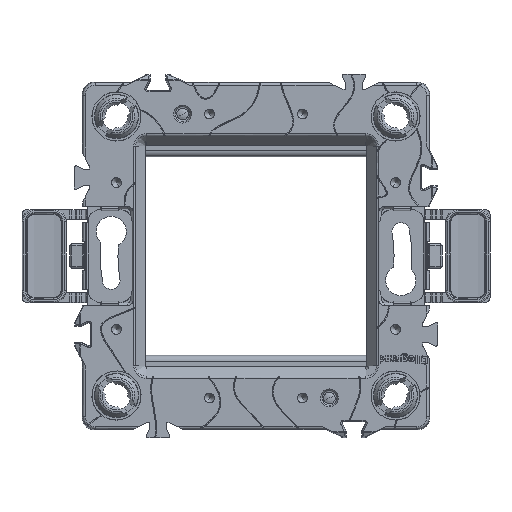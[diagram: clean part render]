
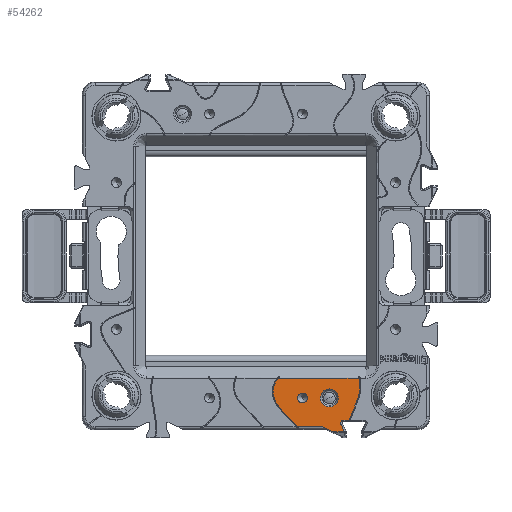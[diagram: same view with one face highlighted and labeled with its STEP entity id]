
A CAD part, top view. The second image highlights one B-rep face of the part: STEP entity #54262.
In plain terms, the highlighted planar face has unit normal (0, 0, 1).
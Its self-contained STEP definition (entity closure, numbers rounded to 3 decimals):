
#11628=AXIS2_PLACEMENT_3D('Circle Axis2P3D',#11626,#11627,$) ;
#11690=AXIS2_PLACEMENT_3D('Circle Axis2P3D',#11688,#11689,$) ;
#13444=AXIS2_PLACEMENT_3D('Circle Axis2P3D',#13442,#13443,$) ;
#13461=AXIS2_PLACEMENT_3D('Circle Axis2P3D',#13459,#13460,$) ;
#20714=AXIS2_PLACEMENT_3D('Plane Axis2P3D',#20711,#20712,#20713) ;
#52706=AXIS2_PLACEMENT_3D('Circle Axis2P3D',#52704,#52705,$) ;
#52725=AXIS2_PLACEMENT_3D('Circle Axis2P3D',#52723,#52724,$) ;
#11480=CARTESIAN_POINT('Vertex',(15.651,-35.912,3.)) ;
#11486=CARTESIAN_POINT('Control Point',(13.603,-34.868,3.)) ;
#11487=CARTESIAN_POINT('Control Point',(15.651,-35.912,3.)) ;
#11488=CARTESIAN_POINT('Vertex',(13.603,-34.868,3.)) ;
#11559=CARTESIAN_POINT('Vertex',(18.071,-35.912,3.)) ;
#11562=CARTESIAN_POINT('Line Origine',(0.,-35.912,3.)) ;
#11592=CARTESIAN_POINT('Vertex',(18.071,-35.869,3.)) ;
#11595=CARTESIAN_POINT('Line Origine',(18.071,0.,3.)) ;
#11623=CARTESIAN_POINT('Vertex',(18.069,-35.86,3.)) ;
#11626=CARTESIAN_POINT('Axis2P3D Location',(18.05,-35.869,3.)) ;
#11654=CARTESIAN_POINT('Vertex',(17.37,-34.426,3.)) ;
#11657=CARTESIAN_POINT('Line Origine',(0.579,0.,3.)) ;
#11685=CARTESIAN_POINT('Vertex',(17.935,-33.521,3.)) ;
#11688=CARTESIAN_POINT('Axis2P3D Location',(17.935,-34.15,3.)) ;
#13423=CARTESIAN_POINT('Vertex',(9.979,-29.878,3.)) ;
#13439=CARTESIAN_POINT('Vertex',(9.021,-28.122,3.)) ;
#13442=CARTESIAN_POINT('Axis2P3D Location',(9.5,-29.,3.)) ;
#13459=CARTESIAN_POINT('Axis2P3D Location',(9.5,-29.,3.)) ;
#20711=CARTESIAN_POINT('Axis2P3D Location',(0.,0.,3.)) ;
#52701=CARTESIAN_POINT('Vertex',(13.386,-29.882,3.)) ;
#52704=CARTESIAN_POINT('Axis2P3D Location',(15.,-29.,3.)) ;
#52708=CARTESIAN_POINT('Vertex',(16.614,-28.118,3.)) ;
#52723=CARTESIAN_POINT('Axis2P3D Location',(15.,-29.,3.)) ;
#54170=CARTESIAN_POINT('Control Point',(4.57,-24.939,3.)) ;
#54171=CARTESIAN_POINT('Control Point',(4.562,-24.949,3.)) ;
#54172=CARTESIAN_POINT('Control Point',(4.554,-24.959,3.)) ;
#54173=CARTESIAN_POINT('Control Point',(4.547,-24.969,3.)) ;
#54174=CARTESIAN_POINT('Control Point',(4.244,-25.35,3.)) ;
#54175=CARTESIAN_POINT('Control Point',(3.975,-25.758,3.)) ;
#54176=CARTESIAN_POINT('Control Point',(3.752,-26.186,3.)) ;
#54177=CARTESIAN_POINT('Control Point',(3.535,-26.822,3.)) ;
#54178=CARTESIAN_POINT('Control Point',(3.471,-27.483,3.)) ;
#54179=CARTESIAN_POINT('Control Point',(3.465,-27.673,3.)) ;
#54180=CARTESIAN_POINT('Control Point',(3.488,-28.272,3.)) ;
#54181=CARTESIAN_POINT('Control Point',(3.631,-28.858,3.)) ;
#54182=CARTESIAN_POINT('Control Point',(3.778,-29.245,3.)) ;
#54183=CARTESIAN_POINT('Control Point',(4.072,-29.857,3.)) ;
#54184=CARTESIAN_POINT('Control Point',(4.435,-30.431,3.)) ;
#54185=CARTESIAN_POINT('Control Point',(4.587,-30.653,3.)) ;
#54186=CARTESIAN_POINT('Control Point',(4.956,-31.158,3.)) ;
#54187=CARTESIAN_POINT('Control Point',(5.355,-31.641,3.)) ;
#54188=CARTESIAN_POINT('Control Point',(5.589,-31.911,3.)) ;
#54189=CARTESIAN_POINT('Control Point',(6.108,-32.485,3.)) ;
#54190=CARTESIAN_POINT('Control Point',(6.642,-33.039,3.)) ;
#54191=CARTESIAN_POINT('Control Point',(6.933,-33.334,3.)) ;
#54192=CARTESIAN_POINT('Control Point',(7.422,-33.825,3.)) ;
#54193=CARTESIAN_POINT('Control Point',(7.915,-34.316,3.)) ;
#54194=CARTESIAN_POINT('Control Point',(8.098,-34.498,3.)) ;
#54195=CARTESIAN_POINT('Control Point',(8.28,-34.68,3.)) ;
#54196=CARTESIAN_POINT('Control Point',(8.467,-34.868,3.)) ;
#54197=CARTESIAN_POINT('Vertex',(4.57,-24.939,3.)) ;
#54199=CARTESIAN_POINT('Vertex',(8.467,-34.868,3.)) ;
#54202=CARTESIAN_POINT('Line Origine',(11.035,-34.868,3.)) ;
#54207=CARTESIAN_POINT('Line Origine',(18.445,-33.521,3.)) ;
#54211=CARTESIAN_POINT('Vertex',(18.956,-33.521,3.)) ;
#54215=CARTESIAN_POINT('Control Point',(21.063,-24.939,3.)) ;
#54216=CARTESIAN_POINT('Control Point',(21.176,-25.397,3.)) ;
#54217=CARTESIAN_POINT('Control Point',(21.247,-25.864,3.)) ;
#54218=CARTESIAN_POINT('Control Point',(21.275,-26.336,3.)) ;
#54219=CARTESIAN_POINT('Control Point',(21.241,-27.403,3.)) ;
#54220=CARTESIAN_POINT('Control Point',(21.023,-28.451,3.)) ;
#54221=CARTESIAN_POINT('Control Point',(20.855,-29.025,3.)) ;
#54222=CARTESIAN_POINT('Control Point',(20.539,-29.917,3.)) ;
#54223=CARTESIAN_POINT('Control Point',(20.17,-30.786,3.)) ;
#54224=CARTESIAN_POINT('Control Point',(20.027,-31.11,3.)) ;
#54225=CARTESIAN_POINT('Control Point',(19.738,-31.748,3.)) ;
#54226=CARTESIAN_POINT('Control Point',(19.447,-32.383,3.)) ;
#54227=CARTESIAN_POINT('Control Point',(19.303,-32.701,3.)) ;
#54228=CARTESIAN_POINT('Control Point',(19.147,-33.055,3.)) ;
#54229=CARTESIAN_POINT('Control Point',(18.999,-33.414,3.)) ;
#54230=CARTESIAN_POINT('Control Point',(18.985,-33.45,3.)) ;
#54231=CARTESIAN_POINT('Control Point',(18.97,-33.485,3.)) ;
#54232=CARTESIAN_POINT('Control Point',(18.956,-33.521,3.)) ;
#54233=CARTESIAN_POINT('Vertex',(21.063,-24.939,3.)) ;
#54236=CARTESIAN_POINT('Line Origine',(12.816,-24.939,3.)) ;
#11563=DIRECTION('Vector Direction',(1.,0.,0.)) ;
#11596=DIRECTION('Vector Direction',(0.,-1.,0.)) ;
#11627=DIRECTION('Axis2P3D Direction',(0.,0.,1.)) ;
#11658=DIRECTION('Vector Direction',(-0.438,0.899,0.)) ;
#11689=DIRECTION('Axis2P3D Direction',(-0.,0.,1.)) ;
#13443=DIRECTION('Axis2P3D Direction',(0.,0.,-1.)) ;
#13460=DIRECTION('Axis2P3D Direction',(0.,0.,-1.)) ;
#20712=DIRECTION('Axis2P3D Direction',(0.,0.,1.)) ;
#20713=DIRECTION('Axis2P3D XDirection',(1.,0.,0.)) ;
#52705=DIRECTION('Axis2P3D Direction',(0.,0.,1.)) ;
#52724=DIRECTION('Axis2P3D Direction',(0.,0.,1.)) ;
#54203=DIRECTION('Vector Direction',(1.,0.,0.)) ;
#54208=DIRECTION('Vector Direction',(1.,0.,0.)) ;
#54237=DIRECTION('Vector Direction',(-1.,0.,0.)) ;
#11564=VECTOR('Line Direction',#11563,1.) ;
#11597=VECTOR('Line Direction',#11596,1.) ;
#11659=VECTOR('Line Direction',#11658,1.) ;
#54204=VECTOR('Line Direction',#54203,1.) ;
#54209=VECTOR('Line Direction',#54208,1.) ;
#54238=VECTOR('Line Direction',#54237,1.) ;
#54242=ORIENTED_EDGE('',*,*,#54201,.T.) ;
#54243=ORIENTED_EDGE('',*,*,#54206,.T.) ;
#54244=ORIENTED_EDGE('',*,*,#11490,.T.) ;
#54245=ORIENTED_EDGE('',*,*,#11566,.T.) ;
#54246=ORIENTED_EDGE('',*,*,#11599,.F.) ;
#54247=ORIENTED_EDGE('',*,*,#11630,.F.) ;
#54248=ORIENTED_EDGE('',*,*,#11661,.F.) ;
#54249=ORIENTED_EDGE('',*,*,#11692,.F.) ;
#54250=ORIENTED_EDGE('',*,*,#54213,.F.) ;
#54251=ORIENTED_EDGE('',*,*,#54235,.F.) ;
#54252=ORIENTED_EDGE('',*,*,#54240,.F.) ;
#54255=ORIENTED_EDGE('',*,*,#13446,.F.) ;
#54256=ORIENTED_EDGE('',*,*,#13463,.F.) ;
#54259=ORIENTED_EDGE('',*,*,#52710,.F.) ;
#54260=ORIENTED_EDGE('',*,*,#52727,.F.) ;
#54257=FACE_BOUND('',#54254,.T.) ;
#54261=FACE_BOUND('',#54258,.T.) ;
#54262=ADVANCED_FACE('PartBody',(#54253,#54257,#54261),#20715,.T.) ;
#11485=B_SPLINE_CURVE_WITH_KNOTS('',1,(#11486,#11487),.UNSPECIFIED.,.F.,.U.,(2,2),(3.559,5.859),.UNSPECIFIED.) ;
#54169=B_SPLINE_CURVE_WITH_KNOTS('',5,(#54170,#54171,#54172,#54173,#54174,#54175,#54176,#54177,#54178,#54179,#54180,#54181,#54182,#54183,#54184,#54185,#54186,#54187,#54188,#54189,#54190,#54191,#54192,#54193,#54194,#54195,#54196),.UNSPECIFIED.,.F.,.U.,(6,3,3,3,3,3,3,3,6),(8.325,8.414,11.775,13.116,16.016,17.921,20.452,23.416,25.41),.UNSPECIFIED.) ;
#54214=B_SPLINE_CURVE_WITH_KNOTS('',5,(#54215,#54216,#54217,#54218,#54219,#54220,#54221,#54222,#54223,#54224,#54225,#54226,#54227,#54228,#54229,#54230,#54231,#54232),.UNSPECIFIED.,.F.,.U.,(6,3,3,3,3,6),(6.865,10.196,14.38,16.865,19.34,19.613),.UNSPECIFIED.) ;
#11629=CIRCLE('generated circle',#11628,0.021) ;
#11691=CIRCLE('generated circle',#11690,0.629) ;
#13445=CIRCLE('generated circle',#13444,1.) ;
#13462=CIRCLE('generated circle',#13461,1.) ;
#52707=CIRCLE('generated circle',#52706,1.839) ;
#52726=CIRCLE('generated circle',#52725,1.839) ;
#11490=EDGE_CURVE('',#11489,#11481,#11485,.T.) ;
#11566=EDGE_CURVE('',#11481,#11560,#11565,.T.) ;
#11599=EDGE_CURVE('',#11593,#11560,#11598,.T.) ;
#11630=EDGE_CURVE('',#11624,#11593,#11629,.F.) ;
#11661=EDGE_CURVE('',#11655,#11624,#11660,.F.) ;
#11692=EDGE_CURVE('',#11686,#11655,#11691,.T.) ;
#13446=EDGE_CURVE('',#13440,#13424,#13445,.F.) ;
#13463=EDGE_CURVE('',#13424,#13440,#13462,.F.) ;
#52710=EDGE_CURVE('',#52702,#52709,#52707,.T.) ;
#52727=EDGE_CURVE('',#52709,#52702,#52726,.T.) ;
#54201=EDGE_CURVE('',#54198,#54200,#54169,.T.) ;
#54206=EDGE_CURVE('',#54200,#11489,#54205,.T.) ;
#54213=EDGE_CURVE('',#54212,#11686,#54210,.F.) ;
#54235=EDGE_CURVE('',#54234,#54212,#54214,.T.) ;
#54240=EDGE_CURVE('',#54198,#54234,#54239,.F.) ;
#54241=EDGE_LOOP('',(#54242,#54243,#54244,#54245,#54246,#54247,#54248,#54249,#54250,#54251,#54252)) ;
#54254=EDGE_LOOP('',(#54255,#54256)) ;
#54258=EDGE_LOOP('',(#54259,#54260)) ;
#54253=FACE_OUTER_BOUND('',#54241,.T.) ;
#11565=LINE('Line',#11562,#11564) ;
#11598=LINE('Line',#11595,#11597) ;
#11660=LINE('Line',#11657,#11659) ;
#54205=LINE('Line',#54202,#54204) ;
#54210=LINE('Line',#54207,#54209) ;
#54239=LINE('Line',#54236,#54238) ;
#20715=PLANE('',#20714) ;
#11481=VERTEX_POINT('',#11480) ;
#11489=VERTEX_POINT('',#11488) ;
#11560=VERTEX_POINT('',#11559) ;
#11593=VERTEX_POINT('',#11592) ;
#11624=VERTEX_POINT('',#11623) ;
#11655=VERTEX_POINT('',#11654) ;
#11686=VERTEX_POINT('',#11685) ;
#13424=VERTEX_POINT('',#13423) ;
#13440=VERTEX_POINT('',#13439) ;
#52702=VERTEX_POINT('',#52701) ;
#52709=VERTEX_POINT('',#52708) ;
#54198=VERTEX_POINT('',#54197) ;
#54200=VERTEX_POINT('',#54199) ;
#54212=VERTEX_POINT('',#54211) ;
#54234=VERTEX_POINT('',#54233) ;
